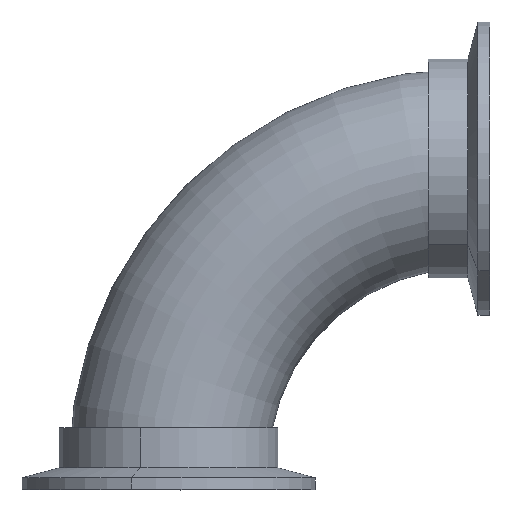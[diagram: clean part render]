
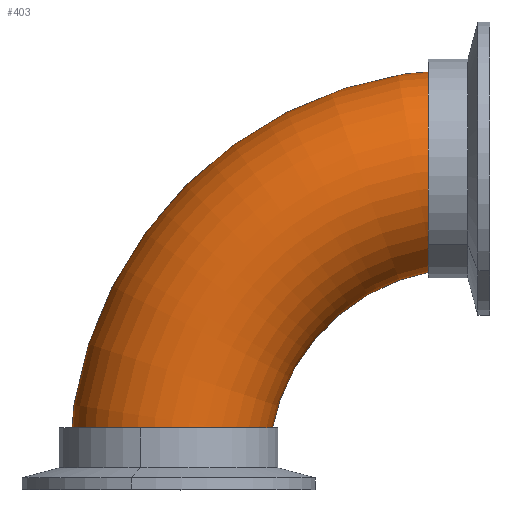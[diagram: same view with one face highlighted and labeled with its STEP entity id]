
A CAD part, top view. The second image highlights one B-rep face of the part: STEP entity #403.
In plain terms, the highlighted toroidal (fillet/blend) face has major radius 76.2 mm and minor radius 25.4 mm.
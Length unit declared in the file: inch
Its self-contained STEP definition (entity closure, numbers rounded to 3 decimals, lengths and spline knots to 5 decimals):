
#19 = DIRECTION ( 'NONE',  ( -1., 0., 0. ) ) ;
#55 = VERTEX_POINT ( 'NONE', #514 ) ;
#70 = DIRECTION ( 'NONE',  ( 1., 0., 0. ) ) ;
#83 = CARTESIAN_POINT ( 'NONE',  ( 3., 3., 0. ) ) ;
#127 = VERTEX_POINT ( 'NONE', #634 ) ;
#153 = EDGE_CURVE ( 'NONE', #127, #55, #705, .T. ) ;
#186 = CIRCLE ( 'NONE', #762, 1. ) ;
#199 = DIRECTION ( 'NONE',  ( -1., 0., 0. ) ) ;
#257 = CARTESIAN_POINT ( 'NONE',  ( 3., 0., 0. ) ) ;
#261 = CARTESIAN_POINT ( 'NONE',  ( 3., 0., 0. ) ) ;
#285 = AXIS2_PLACEMENT_3D ( 'NONE', #257, #602, #199 ) ;
#292 = DIRECTION ( 'NONE',  ( 0., 1., 0. ) ) ;
#310 = DIRECTION ( 'NONE',  ( 0., 0., 1. ) ) ;
#318 = EDGE_CURVE ( 'NONE', #127, #660, #505, .T. ) ;
#348 = AXIS2_PLACEMENT_3D ( 'NONE', #596, #724, #534 ) ;
#352 = EDGE_CURVE ( 'NONE', #55, #642, #717, .T. ) ;
#370 = CARTESIAN_POINT ( 'NONE',  ( 3., 2., 0. ) ) ;
#380 = FACE_OUTER_BOUND ( 'NONE', #470, .T. ) ;
#389 = AXIS2_PLACEMENT_3D ( 'NONE', #261, #433, #19 ) ;
#403 = ADVANCED_FACE ( 'NONE', ( #380 ), #503, .T. ) ;
#433 = DIRECTION ( 'NONE',  ( 0., 0., -1. ) ) ;
#470 = EDGE_LOOP ( 'NONE', ( #625, #616, #638, #689 ) ) ;
#487 = EDGE_CURVE ( 'NONE', #660, #642, #186, .T. ) ;
#503 = TOROIDAL_SURFACE ( 'NONE', #348, 3., 1. ) ;
#505 = CIRCLE ( 'NONE', #285, 4. ) ;
#514 = CARTESIAN_POINT ( 'NONE',  ( 1., 0., 0. ) ) ;
#534 = DIRECTION ( 'NONE',  ( -1., 0., 0. ) ) ;
#573 = CARTESIAN_POINT ( 'NONE',  ( 3., 4., 0. ) ) ;
#588 = CARTESIAN_POINT ( 'NONE',  ( 0., 0., 0. ) ) ;
#596 = CARTESIAN_POINT ( 'NONE',  ( 3., 0., 0. ) ) ;
#602 = DIRECTION ( 'NONE',  ( 0., 0., -1. ) ) ;
#616 = ORIENTED_EDGE ( 'NONE', *, *, #153, .T. ) ;
#625 = ORIENTED_EDGE ( 'NONE', *, *, #318, .F. ) ;
#634 = CARTESIAN_POINT ( 'NONE',  ( -1., 0., 0. ) ) ;
#638 = ORIENTED_EDGE ( 'NONE', *, *, #352, .T. ) ;
#642 = VERTEX_POINT ( 'NONE', #370 ) ;
#660 = VERTEX_POINT ( 'NONE', #573 ) ;
#666 = AXIS2_PLACEMENT_3D ( 'NONE', #588, #292, #700 ) ;
#689 = ORIENTED_EDGE ( 'NONE', *, *, #487, .F. ) ;
#700 = DIRECTION ( 'NONE',  ( 0., 0., 1. ) ) ;
#705 = CIRCLE ( 'NONE', #666, 1. ) ;
#717 = CIRCLE ( 'NONE', #389, 2. ) ;
#724 = DIRECTION ( 'NONE',  ( 0., 0., -1. ) ) ;
#762 = AXIS2_PLACEMENT_3D ( 'NONE', #83, #70, #310 ) ;
